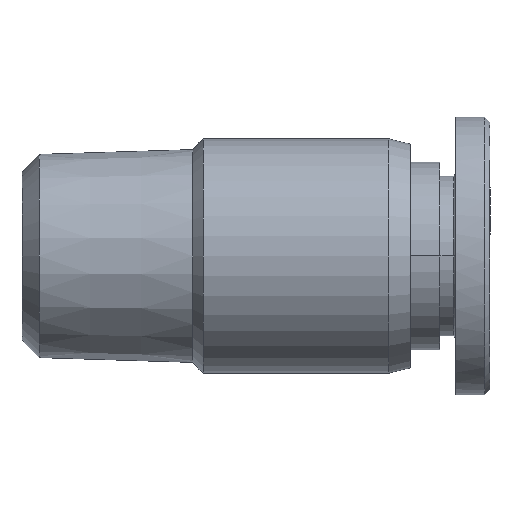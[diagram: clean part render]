
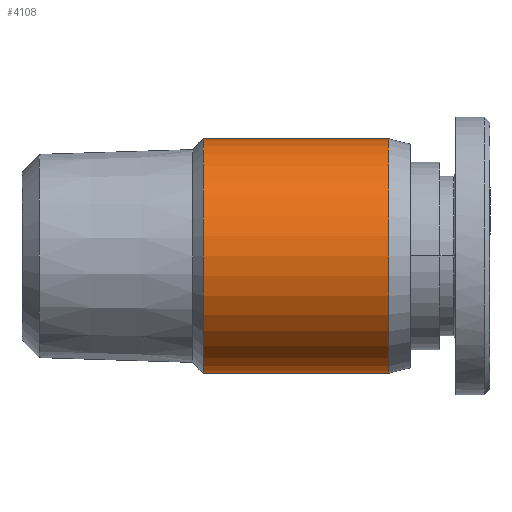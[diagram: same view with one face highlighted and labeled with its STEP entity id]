
A CAD part, front view. The second image highlights one B-rep face of the part: STEP entity #4108.
In plain terms, the highlighted cylindrical face has radius 5.5 mm (diameter 11 mm), a partial arc.
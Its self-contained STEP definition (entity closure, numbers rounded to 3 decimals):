
#203 = VERTEX_POINT ( 'NONE', #1494 ) ;
#208 = VERTEX_POINT ( 'NONE', #1427 ) ;
#747 = EDGE_CURVE ( 'NONE', #1842, #3306, #8903, .T. ) ;
#806 = DIRECTION ( 'NONE',  ( 0., 0., -1. ) ) ;
#1030 = DIRECTION ( 'NONE',  ( 0., 0., -1. ) ) ;
#1147 = ORIENTED_EDGE ( 'NONE', *, *, #747, .F. ) ;
#1190 = DIRECTION ( 'NONE',  ( 1., 0., 0. ) ) ;
#1228 = CARTESIAN_POINT ( 'NONE',  ( 5.35, 0., -5.49 ) ) ;
#1427 = CARTESIAN_POINT ( 'NONE',  ( -0.75, 0., -5.49 ) ) ;
#1494 = CARTESIAN_POINT ( 'NONE',  ( 7.95, 0., -5.49 ) ) ;
#1566 = CIRCLE ( 'NONE', #3929, 5.5 ) ;
#1842 = VERTEX_POINT ( 'NONE', #7202 ) ;
#1975 = CARTESIAN_POINT ( 'NONE',  ( 7.95, 0., 5.51 ) ) ;
#2243 = AXIS2_PLACEMENT_3D ( 'NONE', #8054, #2349, #806 ) ;
#2349 = DIRECTION ( 'NONE',  ( 1., 0., 0. ) ) ;
#2395 = EDGE_CURVE ( 'NONE', #1842, #208, #6084, .T. ) ;
#2453 = CARTESIAN_POINT ( 'NONE',  ( 5.35, 0., 0.01 ) ) ;
#3051 = EDGE_CURVE ( 'NONE', #208, #203, #8530, .T. ) ;
#3282 = CARTESIAN_POINT ( 'NONE',  ( 7.95, 0., 0.01 ) ) ;
#3306 = VERTEX_POINT ( 'NONE', #1975 ) ;
#3501 = CYLINDRICAL_SURFACE ( 'NONE', #3645, 5.5 ) ;
#3645 = AXIS2_PLACEMENT_3D ( 'NONE', #2453, #5349, #1030 ) ;
#3929 = AXIS2_PLACEMENT_3D ( 'NONE', #3282, #8817, #8295 ) ;
#4057 = FACE_OUTER_BOUND ( 'NONE', #7151, .T. ) ;
#4096 = DIRECTION ( 'NONE',  ( 1., 0., 0. ) ) ;
#4108 = ADVANCED_FACE ( 'NONE', ( #4057 ), #3501, .T. ) ;
#4831 = ORIENTED_EDGE ( 'NONE', *, *, #2395, .T. ) ;
#5165 = EDGE_CURVE ( 'NONE', #203, #3306, #1566, .T. ) ;
#5349 = DIRECTION ( 'NONE',  ( 1., 0., 0. ) ) ;
#6084 = CIRCLE ( 'NONE', #2243, 5.5 ) ;
#6253 = CARTESIAN_POINT ( 'NONE',  ( 5.35, 0., 5.51 ) ) ;
#6857 = VECTOR ( 'NONE', #4096, 1000. ) ;
#7151 = EDGE_LOOP ( 'NONE', ( #1147, #4831, #8140, #8548 ) ) ;
#7202 = CARTESIAN_POINT ( 'NONE',  ( -0.75, 0., 5.51 ) ) ;
#8054 = CARTESIAN_POINT ( 'NONE',  ( -0.75, 0., 0.01 ) ) ;
#8140 = ORIENTED_EDGE ( 'NONE', *, *, #3051, .T. ) ;
#8295 = DIRECTION ( 'NONE',  ( 0., 0., -1. ) ) ;
#8460 = VECTOR ( 'NONE', #1190, 1000. ) ;
#8530 = LINE ( 'NONE', #1228, #6857 ) ;
#8548 = ORIENTED_EDGE ( 'NONE', *, *, #5165, .T. ) ;
#8817 = DIRECTION ( 'NONE',  ( -1., 0., 0. ) ) ;
#8903 = LINE ( 'NONE', #6253, #8460 ) ;
